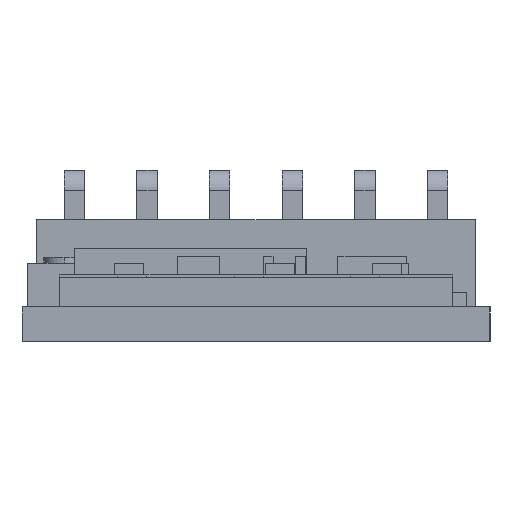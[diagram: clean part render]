
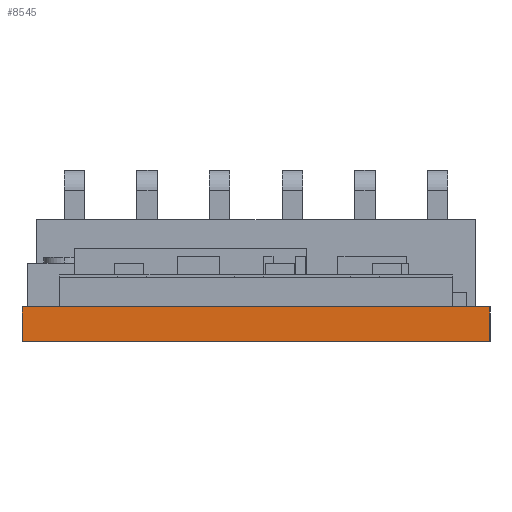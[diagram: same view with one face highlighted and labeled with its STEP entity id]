
A CAD part, left-side view. The second image highlights one B-rep face of the part: STEP entity #8545.
In plain terms, the highlighted planar face has unit normal (-1, 0, 0).
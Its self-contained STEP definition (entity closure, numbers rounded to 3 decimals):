
#748 = DIRECTION ( 'NONE',  ( 0., 0., -1. ) ) ;
#790 = FACE_OUTER_BOUND ( 'NONE', #7322, .T. ) ;
#815 = ORIENTED_EDGE ( 'NONE', *, *, #3867, .T. ) ;
#867 = VERTEX_POINT ( 'NONE', #8427 ) ;
#1159 = CARTESIAN_POINT ( 'NONE',  ( 0., 0., 0. ) ) ;
#1345 = AXIS2_PLACEMENT_3D ( 'NONE', #4170, #7368, #4904 ) ;
#2311 = CARTESIAN_POINT ( 'NONE',  ( 0., 16.1, 1.2 ) ) ;
#2610 = EDGE_CURVE ( 'NONE', #8014, #8913, #3820, .T. ) ;
#3228 = VECTOR ( 'NONE', #748, 1000. ) ;
#3333 = VECTOR ( 'NONE', #3533, 1000. ) ;
#3533 = DIRECTION ( 'NONE',  ( 0., -1., 0. ) ) ;
#3820 = LINE ( 'NONE', #2311, #3228 ) ;
#3854 = VERTEX_POINT ( 'NONE', #9236 ) ;
#3867 = EDGE_CURVE ( 'NONE', #8913, #867, #7523, .T. ) ;
#4003 = ORIENTED_EDGE ( 'NONE', *, *, #9140, .F. ) ;
#4170 = CARTESIAN_POINT ( 'NONE',  ( 0., 0., 1.2 ) ) ;
#4516 = LINE ( 'NONE', #9941, #3333 ) ;
#4904 = DIRECTION ( 'NONE',  ( 0., 0., -1. ) ) ;
#5076 = DIRECTION ( 'NONE',  ( 0., 0., -1. ) ) ;
#5077 = ORIENTED_EDGE ( 'NONE', *, *, #2610, .T. ) ;
#5217 = DIRECTION ( 'NONE',  ( 0., -1., 0. ) ) ;
#6080 = LINE ( 'NONE', #6862, #9019 ) ;
#6383 = PLANE ( 'NONE',  #1345 ) ;
#6531 = ORIENTED_EDGE ( 'NONE', *, *, #7417, .F. ) ;
#6862 = CARTESIAN_POINT ( 'NONE',  ( 0., 0., 1.2 ) ) ;
#7021 = CARTESIAN_POINT ( 'NONE',  ( 0., 16.1, 1.2 ) ) ;
#7322 = EDGE_LOOP ( 'NONE', ( #815, #4003, #6531, #5077 ) ) ;
#7368 = DIRECTION ( 'NONE',  ( 1., 0., 0. ) ) ;
#7417 = EDGE_CURVE ( 'NONE', #8014, #3854, #4516, .T. ) ;
#7523 = LINE ( 'NONE', #1159, #9442 ) ;
#8014 = VERTEX_POINT ( 'NONE', #7021 ) ;
#8023 = CARTESIAN_POINT ( 'NONE',  ( 0., 16.1, 0. ) ) ;
#8427 = CARTESIAN_POINT ( 'NONE',  ( 0., 0., 0. ) ) ;
#8545 = ADVANCED_FACE ( 'NONE', ( #790 ), #6383, .F. ) ;
#8913 = VERTEX_POINT ( 'NONE', #8023 ) ;
#9019 = VECTOR ( 'NONE', #5076, 1000. ) ;
#9140 = EDGE_CURVE ( 'NONE', #3854, #867, #6080, .T. ) ;
#9236 = CARTESIAN_POINT ( 'NONE',  ( 0., 0., 1.2 ) ) ;
#9442 = VECTOR ( 'NONE', #5217, 1000. ) ;
#9941 = CARTESIAN_POINT ( 'NONE',  ( 0., 0., 1.2 ) ) ;
